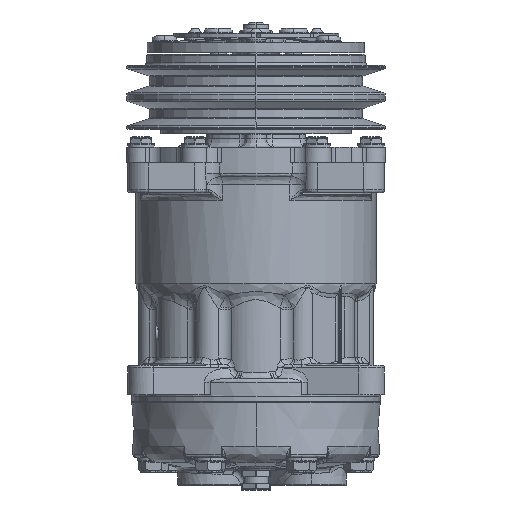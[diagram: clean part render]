
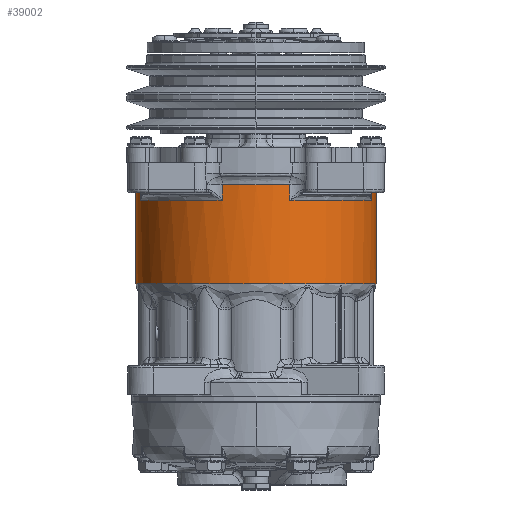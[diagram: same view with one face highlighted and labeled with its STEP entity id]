
A CAD part, front view. The second image highlights one B-rep face of the part: STEP entity #39002.
In plain terms, the highlighted cylindrical face has radius 58 mm (diameter 116 mm), a partial arc.
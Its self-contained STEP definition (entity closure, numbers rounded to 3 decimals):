
#11865 = DIRECTION ( 'NONE',  ( 0., 0., 1. ) ) ;
#11866 = VECTOR ( 'NONE', #11865, 1000. ) ;
#11867 = CARTESIAN_POINT ( 'NONE',  ( -58.018, -2.544, 57.002 ) ) ;
#11869 = LINE ( 'NONE', #11867, #11866 ) ;
#12064 = DIRECTION ( 'NONE',  ( 0., 0., 1. ) ) ;
#12065 = VECTOR ( 'NONE', #12064, 1000. ) ;
#12066 = CARTESIAN_POINT ( 'NONE',  ( 57.982, -2.544, 57.002 ) ) ;
#12067 = LINE ( 'NONE', #12066, #12065 ) ;
#12068 = CARTESIAN_POINT ( 'NONE',  ( 57.982, -2.544, 45.424 ) ) ;
#12518 = LINE ( 'NONE', #12570, #12569 ) ;
#12532 = CARTESIAN_POINT ( 'NONE',  ( -55.668, -18.889, 38.002 ) ) ;
#12568 = DIRECTION ( 'NONE',  ( 0., 0., 1. ) ) ;
#12569 = VECTOR ( 'NONE', #12568, 1000. ) ;
#12570 = CARTESIAN_POINT ( 'NONE',  ( -55.668, -18.889, 57.002 ) ) ;
#16635 = DIRECTION ( 'NONE',  ( 1., 0., 0. ) ) ;
#16636 = DIRECTION ( 'NONE',  ( 0., 0., 1. ) ) ;
#16637 = CARTESIAN_POINT ( 'NONE',  ( -0.018, -2.544, -2.498 ) ) ;
#16638 = AXIS2_PLACEMENT_3D ( 'NONE', #16637, #16636, #16635 ) ;
#16639 = CIRCLE ( 'NONE', #16638, 58. ) ;
#16676 = CARTESIAN_POINT ( 'NONE',  ( 40.994, -43.556, -2.498 ) ) ;
#16677 = CARTESIAN_POINT ( 'NONE',  ( -58.018, -2.544, -2.498 ) ) ;
#17462 = CARTESIAN_POINT ( 'NONE',  ( -55.668, -18.889, 45.424 ) ) ;
#18193 = CIRCLE ( 'NONE', #18195, 58. ) ;
#18195 = AXIS2_PLACEMENT_3D ( 'NONE', #18223, #18222, #18221 ) ;
#18215 = CARTESIAN_POINT ( 'NONE',  ( -58.018, -2.544, 45.424 ) ) ;
#18221 = DIRECTION ( 'NONE',  ( 1., 0., 0. ) ) ;
#18222 = DIRECTION ( 'NONE',  ( 0., 0., -1. ) ) ;
#18223 = CARTESIAN_POINT ( 'NONE',  ( -0.018, -2.544, 45.424 ) ) ;
#20181 = EDGE_CURVE ( 'NONE', #22353, #22746, #11869, .T. ) ;
#20270 = VERTEX_POINT ( 'NONE', #12068 ) ;
#20273 = EDGE_CURVE ( 'NONE', #26969, #20270, #12067, .T. ) ;
#20455 = VERTEX_POINT ( 'NONE', #12532 ) ;
#20463 = EDGE_CURVE ( 'NONE', #20455, #22625, #12518, .T. ) ;
#22331 = EDGE_CURVE ( 'NONE', #22353, #22359, #16639, .T. ) ;
#22353 = VERTEX_POINT ( 'NONE', #16677 ) ;
#22359 = VERTEX_POINT ( 'NONE', #16676 ) ;
#22625 = VERTEX_POINT ( 'NONE', #17462 ) ;
#22742 = EDGE_CURVE ( 'NONE', #22625, #22746, #18193, .T. ) ;
#22746 = VERTEX_POINT ( 'NONE', #18215 ) ;
#26969 = VERTEX_POINT ( 'NONE', #35595 ) ;
#35595 = CARTESIAN_POINT ( 'NONE',  ( 57.982, -2.544, -2.498 ) ) ;
#37556 = VERTEX_POINT ( 'NONE', #75058 ) ;
#37561 = EDGE_CURVE ( 'NONE', #37564, #37556, #75054, .T. ) ;
#37564 = VERTEX_POINT ( 'NONE', #75079 ) ;
#37764 = VERTEX_POINT ( 'NONE', #75385 ) ;
#37839 = EDGE_CURVE ( 'NONE', #37842, #37764, #75511, .T. ) ;
#37842 = VERTEX_POINT ( 'NONE', #75552 ) ;
#37893 = VERTEX_POINT ( 'NONE', #75680 ) ;
#37897 = EDGE_CURVE ( 'NONE', #37939, #37893, #75676, .T. ) ;
#37939 = VERTEX_POINT ( 'NONE', #75854 ) ;
#39002 = ADVANCED_FACE ( 'NONE', ( #77601 ), #77604, .T. ) ;
#39003 = EDGE_LOOP ( 'NONE', ( #39106, #39108, #39109, #39111, #39114, #39121, #39123, #39125, #39086, #39090, #39092, #39097, #39099 ) ) ;
#39086 = ORIENTED_EDGE ( 'NONE', *, *, #39088, .T. ) ;
#39088 = EDGE_CURVE ( 'NONE', #37764, #37939, #77779, .T. ) ;
#39090 = ORIENTED_EDGE ( 'NONE', *, *, #37897, .T. ) ;
#39092 = ORIENTED_EDGE ( 'NONE', *, *, #39094, .T. ) ;
#39094 = EDGE_CURVE ( 'NONE', #37893, #20455, #77774, .T. ) ;
#39097 = ORIENTED_EDGE ( 'NONE', *, *, #20463, .T. ) ;
#39099 = ORIENTED_EDGE ( 'NONE', *, *, #22742, .T. ) ;
#39106 = ORIENTED_EDGE ( 'NONE', *, *, #20181, .F. ) ;
#39108 = ORIENTED_EDGE ( 'NONE', *, *, #22331, .T. ) ;
#39109 = ORIENTED_EDGE ( 'NONE', *, *, #39110, .T. ) ;
#39110 = EDGE_CURVE ( 'NONE', #22359, #26969, #77813, .T. ) ;
#39111 = ORIENTED_EDGE ( 'NONE', *, *, #20273, .T. ) ;
#39114 = ORIENTED_EDGE ( 'NONE', *, *, #39116, .T. ) ;
#39116 = EDGE_CURVE ( 'NONE', #20270, #37564, #77807, .T. ) ;
#39121 = ORIENTED_EDGE ( 'NONE', *, *, #37561, .T. ) ;
#39123 = ORIENTED_EDGE ( 'NONE', *, *, #39124, .T. ) ;
#39124 = EDGE_CURVE ( 'NONE', #37556, #37842, #77864, .T. ) ;
#39125 = ORIENTED_EDGE ( 'NONE', *, *, #37839, .T. ) ;
#75054 = LINE ( 'NONE', #75057, #75081 ) ;
#75057 = CARTESIAN_POINT ( 'NONE',  ( 55.631, -18.889, 41.002 ) ) ;
#75058 = CARTESIAN_POINT ( 'NONE',  ( 55.631, -18.889, 38.002 ) ) ;
#75079 = CARTESIAN_POINT ( 'NONE',  ( 55.631, -18.889, 45.424 ) ) ;
#75080 = DIRECTION ( 'NONE',  ( 0., 0., -1. ) ) ;
#75081 = VECTOR ( 'NONE', #75080, 1000. ) ;
#75385 = CARTESIAN_POINT ( 'NONE',  ( 16.327, -58.194, 45.424 ) ) ;
#75511 = LINE ( 'NONE', #75555, #75554 ) ;
#75552 = CARTESIAN_POINT ( 'NONE',  ( 16.327, -58.194, 38.002 ) ) ;
#75553 = DIRECTION ( 'NONE',  ( 0., 0., 1. ) ) ;
#75554 = VECTOR ( 'NONE', #75553, 1000. ) ;
#75555 = CARTESIAN_POINT ( 'NONE',  ( 16.327, -58.194, 41.002 ) ) ;
#75655 = DIRECTION ( 'NONE',  ( 0., 0., -1. ) ) ;
#75656 = VECTOR ( 'NONE', #75655, 1000. ) ;
#75676 = LINE ( 'NONE', #75679, #75656 ) ;
#75679 = CARTESIAN_POINT ( 'NONE',  ( -16.363, -58.194, 41.002 ) ) ;
#75680 = CARTESIAN_POINT ( 'NONE',  ( -16.363, -58.194, 38.002 ) ) ;
#75854 = CARTESIAN_POINT ( 'NONE',  ( -16.363, -58.194, 45.424 ) ) ;
#77601 = FACE_OUTER_BOUND ( 'NONE', #39003, .T. ) ;
#77602 = CARTESIAN_POINT ( 'NONE',  ( -0.018, -2.544, 57.002 ) ) ;
#77603 = AXIS2_PLACEMENT_3D ( 'NONE', #77602, #77632, #77631 ) ;
#77604 = CYLINDRICAL_SURFACE ( 'NONE', #77603, 58. ) ;
#77631 = DIRECTION ( 'NONE',  ( 1., 0., 0. ) ) ;
#77632 = DIRECTION ( 'NONE',  ( 0., 0., 1. ) ) ;
#77769 = DIRECTION ( 'NONE',  ( 1., 0., 0. ) ) ;
#77770 = DIRECTION ( 'NONE',  ( 0., 0., -1. ) ) ;
#77771 = CARTESIAN_POINT ( 'NONE',  ( -0.018, -2.544, 38.002 ) ) ;
#77773 = AXIS2_PLACEMENT_3D ( 'NONE', #77771, #77770, #77769 ) ;
#77774 = CIRCLE ( 'NONE', #77773, 58. ) ;
#77775 = DIRECTION ( 'NONE',  ( 1., 0., 0. ) ) ;
#77776 = DIRECTION ( 'NONE',  ( 0., 0., -1. ) ) ;
#77777 = CARTESIAN_POINT ( 'NONE',  ( -0.018, -2.544, 45.424 ) ) ;
#77778 = AXIS2_PLACEMENT_3D ( 'NONE', #77777, #77776, #77775 ) ;
#77779 = CIRCLE ( 'NONE', #77778, 58. ) ;
#77803 = DIRECTION ( 'NONE',  ( 1., 0., 0. ) ) ;
#77804 = DIRECTION ( 'NONE',  ( 0., 0., -1. ) ) ;
#77805 = CARTESIAN_POINT ( 'NONE',  ( -0.018, -2.544, 45.424 ) ) ;
#77806 = AXIS2_PLACEMENT_3D ( 'NONE', #77805, #77804, #77803 ) ;
#77807 = CIRCLE ( 'NONE', #77806, 58. ) ;
#77809 = DIRECTION ( 'NONE',  ( 1., 0., 0. ) ) ;
#77810 = DIRECTION ( 'NONE',  ( 0., 0., 1. ) ) ;
#77811 = CARTESIAN_POINT ( 'NONE',  ( -0.018, -2.544, -2.498 ) ) ;
#77812 = AXIS2_PLACEMENT_3D ( 'NONE', #77811, #77810, #77809 ) ;
#77813 = CIRCLE ( 'NONE', #77812, 58. ) ;
#77856 = DIRECTION ( 'NONE',  ( 1., 0., 0. ) ) ;
#77857 = DIRECTION ( 'NONE',  ( 0., 0., -1. ) ) ;
#77858 = CARTESIAN_POINT ( 'NONE',  ( -0.018, -2.544, 38.002 ) ) ;
#77859 = AXIS2_PLACEMENT_3D ( 'NONE', #77858, #77857, #77856 ) ;
#77864 = CIRCLE ( 'NONE', #77859, 58. ) ;
